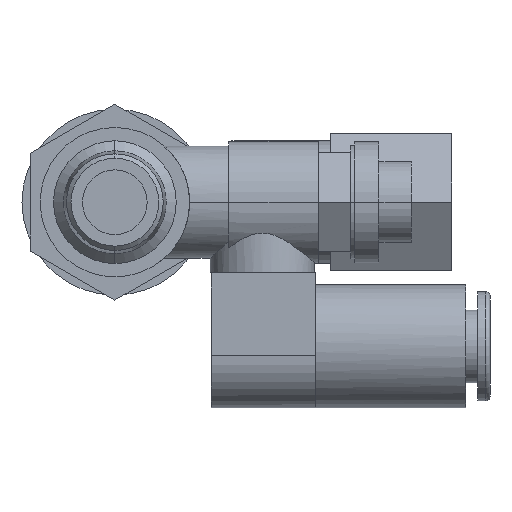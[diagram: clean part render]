
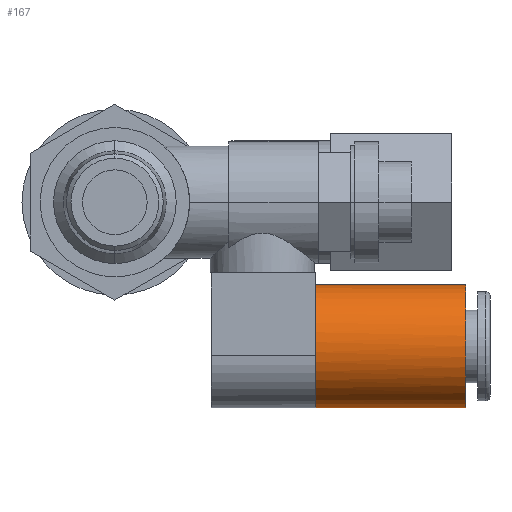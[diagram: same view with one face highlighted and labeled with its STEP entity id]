
A CAD part, front view. The second image highlights one B-rep face of the part: STEP entity #167.
In plain terms, the highlighted cylindrical face has radius 7.6 mm (diameter 15.2 mm), a partial arc.
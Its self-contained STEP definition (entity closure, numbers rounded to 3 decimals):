
#8 = DIRECTION ( 'NONE',  ( 0., 0., 1. ) ) ;
#88 = EDGE_CURVE ( 'NONE', #752, #1014, #1032, .T. ) ;
#156 = CARTESIAN_POINT ( 'NONE',  ( 24.848, 10.35, -25.45 ) ) ;
#160 = EDGE_CURVE ( 'NONE', #718, #2125, #1437, .T. ) ;
#167 = ADVANCED_FACE ( 'NONE', ( #680 ), #2769, .T. ) ;
#175 = AXIS2_PLACEMENT_3D ( 'NONE', #3445, #3408, #8 ) ;
#293 = DIRECTION ( 'NONE',  ( 0., 0., 1. ) ) ;
#308 = CARTESIAN_POINT ( 'NONE',  ( 24.848, 10.307, -25.45 ) ) ;
#548 = DIRECTION ( 'NONE',  ( -1., 0., 0. ) ) ;
#573 = VERTEX_POINT ( 'NONE', #2939 ) ;
#595 = DIRECTION ( 'NONE',  ( -1., 0., 0. ) ) ;
#635 = CARTESIAN_POINT ( 'NONE',  ( 24.848, 10.286, -25.45 ) ) ;
#680 = FACE_OUTER_BOUND ( 'NONE', #2599, .T. ) ;
#718 = VERTEX_POINT ( 'NONE', #1170 ) ;
#752 = VERTEX_POINT ( 'NONE', #635 ) ;
#988 = AXIS2_PLACEMENT_3D ( 'NONE', #2281, #548, #2553 ) ;
#1014 = VERTEX_POINT ( 'NONE', #3413 ) ;
#1032 = CIRCLE ( 'NONE', #988, 7.6 ) ;
#1102 = EDGE_CURVE ( 'NONE', #573, #1883, #2344, .T. ) ;
#1159 = CARTESIAN_POINT ( 'NONE',  ( 24.848, 10.35, -25.45 ) ) ;
#1170 = CARTESIAN_POINT ( 'NONE',  ( 43.446, 10.35, -25.45 ) ) ;
#1198 = CIRCLE ( 'NONE', #1439, 7.6 ) ;
#1437 = LINE ( 'NONE', #1159, #3629 ) ;
#1439 = AXIS2_PLACEMENT_3D ( 'NONE', #2844, #3109, #2817 ) ;
#1495 = ORIENTED_EDGE ( 'NONE', *, *, #160, .F. ) ;
#1506 = EDGE_CURVE ( 'NONE', #1014, #1883, #2330, .T. ) ;
#1758 = CARTESIAN_POINT ( 'NONE',  ( 24.848, 10.35, -17.85 ) ) ;
#1790 = DIRECTION ( 'NONE',  ( -1., 0., 0. ) ) ;
#1802 = CARTESIAN_POINT ( 'NONE',  ( 24.848, 10.35, -10.25 ) ) ;
#1883 = VERTEX_POINT ( 'NONE', #3323 ) ;
#1916 = ORIENTED_EDGE ( 'NONE', *, *, #88, .F. ) ;
#1974 = CARTESIAN_POINT ( 'NONE',  ( 24.848, 10.35, -25.45 ) ) ;
#1998 = CARTESIAN_POINT ( 'NONE',  ( 24.848, 10.286, -25.45 ) ) ;
#2125 = VERTEX_POINT ( 'NONE', #156 ) ;
#2231 = EDGE_CURVE ( 'NONE', #2125, #752, #2884, .T. ) ;
#2242 = VECTOR ( 'NONE', #1790, 1000. ) ;
#2265 = ORIENTED_EDGE ( 'NONE', *, *, #1506, .F. ) ;
#2281 = CARTESIAN_POINT ( 'NONE',  ( 24.848, 10.35, -17.85 ) ) ;
#2284 = CARTESIAN_POINT ( 'NONE',  ( 24.848, 10.329, -25.45 ) ) ;
#2330 = CIRCLE ( 'NONE', #175, 7.6 ) ;
#2344 = LINE ( 'NONE', #1802, #2242 ) ;
#2379 = EDGE_CURVE ( 'NONE', #718, #573, #1198, .T. ) ;
#2514 = AXIS2_PLACEMENT_3D ( 'NONE', #1758, #595, #293 ) ;
#2553 = DIRECTION ( 'NONE',  ( 0., 0., 1. ) ) ;
#2584 = DIRECTION ( 'NONE',  ( -1., 0., 0. ) ) ;
#2599 = EDGE_LOOP ( 'NONE', ( #1495, #2833, #3687, #2265, #1916, #2836 ) ) ;
#2769 = CYLINDRICAL_SURFACE ( 'NONE', #2514, 7.6 ) ;
#2817 = DIRECTION ( 'NONE',  ( 0., 0., 1. ) ) ;
#2833 = ORIENTED_EDGE ( 'NONE', *, *, #2379, .T. ) ;
#2836 = ORIENTED_EDGE ( 'NONE', *, *, #2231, .F. ) ;
#2844 = CARTESIAN_POINT ( 'NONE',  ( 43.446, 10.35, -17.85 ) ) ;
#2884 = B_SPLINE_CURVE_WITH_KNOTS ( 'NONE', 3,
 ( #1974, #2284, #308, #1998 ),
 .UNSPECIFIED., .F., .F.,
 ( 4, 4 ),
 ( 0.504, 1. ),
 .UNSPECIFIED. ) ;
#2939 = CARTESIAN_POINT ( 'NONE',  ( 43.446, 10.35, -10.25 ) ) ;
#3109 = DIRECTION ( 'NONE',  ( -1., 0., 0. ) ) ;
#3323 = CARTESIAN_POINT ( 'NONE',  ( 24.848, 10.35, -10.25 ) ) ;
#3408 = DIRECTION ( 'NONE',  ( -1., 0., 0. ) ) ;
#3413 = CARTESIAN_POINT ( 'NONE',  ( 24.848, 3.9, -13.831 ) ) ;
#3445 = CARTESIAN_POINT ( 'NONE',  ( 24.848, 10.35, -17.85 ) ) ;
#3629 = VECTOR ( 'NONE', #2584, 1000. ) ;
#3687 = ORIENTED_EDGE ( 'NONE', *, *, #1102, .T. ) ;
